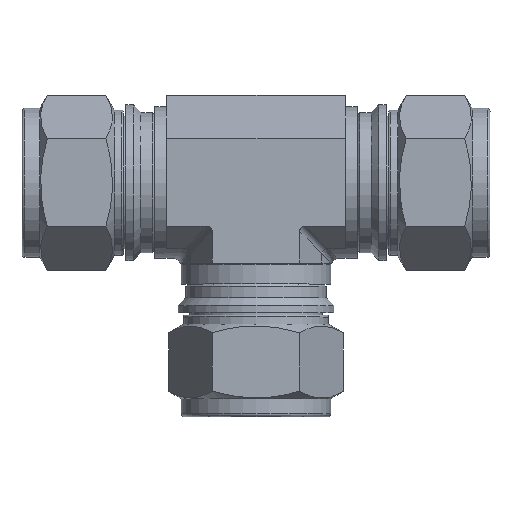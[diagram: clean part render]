
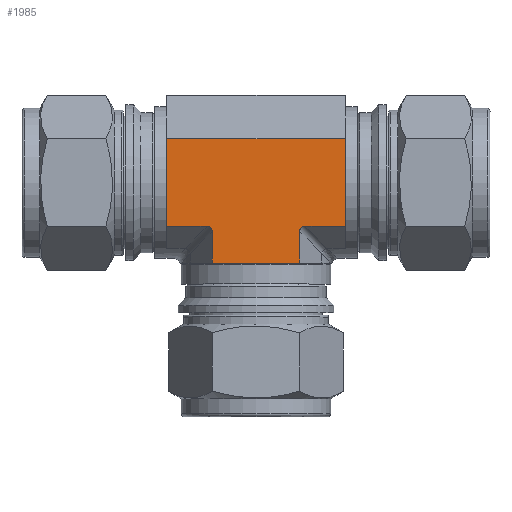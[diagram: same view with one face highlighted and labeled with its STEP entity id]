
A CAD part, top view. The second image highlights one B-rep face of the part: STEP entity #1985.
In plain terms, the highlighted planar face has unit normal (0, 0, 1).
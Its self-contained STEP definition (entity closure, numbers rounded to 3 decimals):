
#23=ELLIPSE('',#2205,1.291,1.);
#34=ELLIPSE('',#2229,1.291,1.);
#331=FACE_OUTER_BOUND('',#475,.T.);
#475=EDGE_LOOP('',(#1693,#1694,#1695,#1696,#1697,#1698,#1699,#1700,#1701,
#1702,#1703,#1704));
#582=LINE('',#3456,#707);
#590=LINE('',#3532,#715);
#595=LINE('',#3545,#720);
#596=LINE('',#3550,#721);
#597=LINE('',#3552,#722);
#598=LINE('',#3554,#723);
#599=LINE('',#3556,#724);
#600=LINE('',#3558,#725);
#601=LINE('',#3560,#726);
#602=LINE('',#3561,#727);
#707=VECTOR('',#2736,10.);
#715=VECTOR('',#2766,10.);
#720=VECTOR('',#2783,10.);
#721=VECTOR('',#2788,10.);
#722=VECTOR('',#2789,10.);
#723=VECTOR('',#2790,10.);
#724=VECTOR('',#2791,10.);
#725=VECTOR('',#2792,10.);
#726=VECTOR('',#2793,10.);
#727=VECTOR('',#2794,10.);
#907=VERTEX_POINT('',#3374);
#908=VERTEX_POINT('',#3375);
#921=VERTEX_POINT('',#3455);
#931=VERTEX_POINT('',#3522);
#932=VERTEX_POINT('',#3524);
#934=VERTEX_POINT('',#3530);
#938=VERTEX_POINT('',#3549);
#939=VERTEX_POINT('',#3551);
#940=VERTEX_POINT('',#3553);
#941=VERTEX_POINT('',#3555);
#942=VERTEX_POINT('',#3557);
#943=VERTEX_POINT('',#3559);
#1155=EDGE_CURVE('',#907,#908,#23,.T.);
#1174=EDGE_CURVE('',#921,#908,#582,.T.);
#1187=EDGE_CURVE('',#931,#932,#34,.T.);
#1191=EDGE_CURVE('',#934,#931,#590,.T.);
#1198=EDGE_CURVE('',#934,#921,#595,.T.);
#1200=EDGE_CURVE('',#907,#938,#596,.T.);
#1201=EDGE_CURVE('',#939,#938,#597,.T.);
#1202=EDGE_CURVE('',#940,#939,#598,.T.);
#1203=EDGE_CURVE('',#941,#940,#599,.T.);
#1204=EDGE_CURVE('',#941,#942,#600,.T.);
#1205=EDGE_CURVE('',#942,#943,#601,.T.);
#1206=EDGE_CURVE('',#943,#932,#602,.T.);
#1693=ORIENTED_EDGE('',*,*,#1200,.T.);
#1694=ORIENTED_EDGE('',*,*,#1201,.F.);
#1695=ORIENTED_EDGE('',*,*,#1202,.F.);
#1696=ORIENTED_EDGE('',*,*,#1203,.F.);
#1697=ORIENTED_EDGE('',*,*,#1204,.T.);
#1698=ORIENTED_EDGE('',*,*,#1205,.T.);
#1699=ORIENTED_EDGE('',*,*,#1206,.T.);
#1700=ORIENTED_EDGE('',*,*,#1187,.F.);
#1701=ORIENTED_EDGE('',*,*,#1191,.F.);
#1702=ORIENTED_EDGE('',*,*,#1198,.T.);
#1703=ORIENTED_EDGE('',*,*,#1174,.T.);
#1704=ORIENTED_EDGE('',*,*,#1155,.F.);
#1861=PLANE('',#2238);
#1985=ADVANCED_FACE('',(#331),#1861,.T.);
#2205=AXIS2_PLACEMENT_3D('',#3376,#2698,#2699);
#2229=AXIS2_PLACEMENT_3D('',#3525,#2759,#2760);
#2238=AXIS2_PLACEMENT_3D('',#3548,#2786,#2787);
#2698=DIRECTION('center_axis',(0.,0.,
1.));
#2699=DIRECTION('ref_axis',(-0.707,0.707,0.));
#2736=DIRECTION('',(0.,1.,0.));
#2759=DIRECTION('center_axis',(0.,0.,
1.));
#2760=DIRECTION('ref_axis',(0.707,0.707,0.));
#2766=DIRECTION('',(0.,1.,0.));
#2783=DIRECTION('',(1.,0.,0.));
#2786=DIRECTION('center_axis',(0.,0.,
1.));
#2787=DIRECTION('ref_axis',(0.,-1.,0.));
#2788=DIRECTION('',(1.,0.,0.));
#2789=DIRECTION('',(0.,-1.,0.));
#2790=DIRECTION('',(0.,-1.,0.));
#2791=DIRECTION('',(1.,0.,0.));
#2792=DIRECTION('',(0.,-1.,0.));
#2793=DIRECTION('',(0.,-1.,0.));
#2794=DIRECTION('',(1.,0.,0.));
#3374=CARTESIAN_POINT('',(8.198,-7.332,12.7));
#3375=CARTESIAN_POINT('',(7.332,-8.198,12.7));
#3376=CARTESIAN_POINT('Origin',(8.487,-8.487,12.7));
#3455=CARTESIAN_POINT('',(7.332,-13.5,12.7));
#3456=CARTESIAN_POINT('',(7.332,-13.5,12.7));
#3522=CARTESIAN_POINT('',(-7.332,-8.198,12.7));
#3524=CARTESIAN_POINT('',(-8.198,-7.332,12.7));
#3525=CARTESIAN_POINT('Origin',(-8.487,-8.487,12.7));
#3530=CARTESIAN_POINT('',(-7.332,-13.5,12.7));
#3532=CARTESIAN_POINT('',(-7.332,-13.5,12.7));
#3545=CARTESIAN_POINT('',(-7.332,-13.5,12.7));
#3548=CARTESIAN_POINT('Origin',(-15.,7.332,12.7));
#3549=CARTESIAN_POINT('',(15.,-7.332,12.7));
#3550=CARTESIAN_POINT('',(-15.,-7.332,12.7));
#3551=CARTESIAN_POINT('',(15.,0.,12.7));
#3552=CARTESIAN_POINT('',(15.,4.157,12.7));
#3553=CARTESIAN_POINT('',(15.,7.332,12.7));
#3554=CARTESIAN_POINT('',(15.,4.157,12.7));
#3555=CARTESIAN_POINT('',(-15.,7.332,12.7));
#3556=CARTESIAN_POINT('',(-15.,7.332,12.7));
#3557=CARTESIAN_POINT('',(-15.,0.,12.7));
#3558=CARTESIAN_POINT('',(-15.,7.332,12.7));
#3559=CARTESIAN_POINT('',(-15.,-7.332,12.7));
#3560=CARTESIAN_POINT('',(-15.,7.332,12.7));
#3561=CARTESIAN_POINT('',(-15.,-7.332,12.7));
